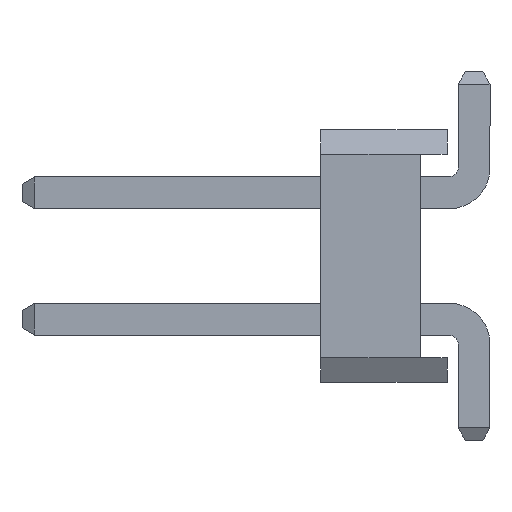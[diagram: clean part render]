
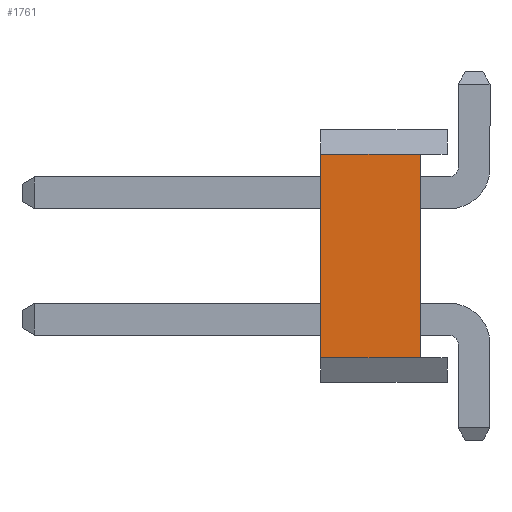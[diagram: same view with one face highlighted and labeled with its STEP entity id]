
A CAD part, left-side view. The second image highlights one B-rep face of the part: STEP entity #1761.
In plain terms, the highlighted planar face has unit normal (-1, 0, 0).
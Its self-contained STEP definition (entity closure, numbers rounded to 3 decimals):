
#33 = ORIENTED_EDGE ( 'NONE', *, *, #116, .F. ) ;
#48 = FACE_OUTER_BOUND ( 'NONE', #1853, .T. ) ;
#116 = EDGE_CURVE ( 'NONE', #2161, #2080, #260, .T. ) ;
#127 = CARTESIAN_POINT ( 'NONE',  ( -2.51, 2.54, 2.04 ) ) ;
#209 = ORIENTED_EDGE ( 'NONE', *, *, #1593, .T. ) ;
#260 = LINE ( 'NONE', #1672, #363 ) ;
#312 = CARTESIAN_POINT ( 'NONE',  ( -2.51, 0.54, 2.04 ) ) ;
#362 = VECTOR ( 'NONE', #1826, 1000. ) ;
#363 = VECTOR ( 'NONE', #1663, 1000. ) ;
#448 = LINE ( 'NONE', #1996, #362 ) ;
#667 = ORIENTED_EDGE ( 'NONE', *, *, #1342, .F. ) ;
#693 = DIRECTION ( 'NONE',  ( -1., 0., 0. ) ) ;
#794 = CARTESIAN_POINT ( 'NONE',  ( -2.51, 0.54, -2.04 ) ) ;
#1013 = VERTEX_POINT ( 'NONE', #312 ) ;
#1039 = PLANE ( 'NONE',  #1192 ) ;
#1169 = DIRECTION ( 'NONE',  ( 0., 1., 0. ) ) ;
#1186 = CARTESIAN_POINT ( 'NONE',  ( -2.51, 2.54, -2.04 ) ) ;
#1192 = AXIS2_PLACEMENT_3D ( 'NONE', #1201, #693, #1382 ) ;
#1201 = CARTESIAN_POINT ( 'NONE',  ( -2.51, 2.54, 2.54 ) ) ;
#1251 = VECTOR ( 'NONE', #1169, 1000. ) ;
#1342 = EDGE_CURVE ( 'NONE', #1463, #2161, #448, .T. ) ;
#1350 = DIRECTION ( 'NONE',  ( 0., 0., 1. ) ) ;
#1382 = DIRECTION ( 'NONE',  ( 0., 0., 1. ) ) ;
#1463 = VERTEX_POINT ( 'NONE', #794 ) ;
#1593 = EDGE_CURVE ( 'NONE', #1463, #1013, #2206, .T. ) ;
#1650 = EDGE_CURVE ( 'NONE', #1013, #2080, #1699, .T. ) ;
#1663 = DIRECTION ( 'NONE',  ( 0., 0., 1. ) ) ;
#1672 = CARTESIAN_POINT ( 'NONE',  ( -2.51, 2.54, 2.54 ) ) ;
#1699 = LINE ( 'NONE', #127, #1251 ) ;
#1700 = CARTESIAN_POINT ( 'NONE',  ( -2.51, 0.54, 2.04 ) ) ;
#1761 = ADVANCED_FACE ( 'NONE', ( #48 ), #1039, .T. ) ;
#1826 = DIRECTION ( 'NONE',  ( 0., 1., 0. ) ) ;
#1853 = EDGE_LOOP ( 'NONE', ( #209, #1855, #33, #667 ) ) ;
#1855 = ORIENTED_EDGE ( 'NONE', *, *, #1650, .T. ) ;
#1996 = CARTESIAN_POINT ( 'NONE',  ( -2.51, 2.54, -2.04 ) ) ;
#2066 = VECTOR ( 'NONE', #1350, 1000. ) ;
#2080 = VERTEX_POINT ( 'NONE', #2261 ) ;
#2161 = VERTEX_POINT ( 'NONE', #1186 ) ;
#2206 = LINE ( 'NONE', #1700, #2066 ) ;
#2261 = CARTESIAN_POINT ( 'NONE',  ( -2.51, 2.54, 2.04 ) ) ;
